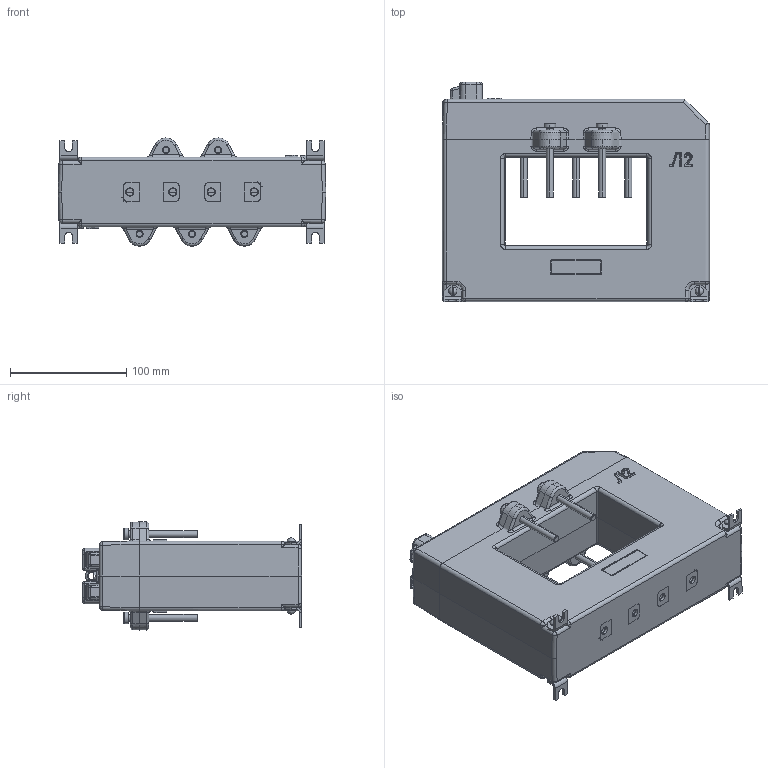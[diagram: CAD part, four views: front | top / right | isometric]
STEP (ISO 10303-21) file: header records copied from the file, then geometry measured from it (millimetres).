
FILE_DESCRIPTION (( 'STEP AP203' ), '1' );
FILE_NAME ('ÒØË-0,66-III-4 5000À.STEP', '2017-06-05T09:50:19', ( '' ), ( '' ), 'SwSTEP 2.0', 'SolidWorks 2010', '' );
FILE_SCHEMA (( 'CONFIG_CONTROL_DESIGN' ));
Products named in the file (1): ÒØË-0,66-III-4 5000À
Bounding box: 230 x 188.5 x 93 mm (x, y, z)
Surface area: 149237.6 mm2 (no closed solid volume)
Topology: 0 solids, 149 shells, 1040 faces, 5172 edges, 4220 vertices
Faces by surface type: plane 520, cylinder 214, bspline 171, cone 88, sphere 32, torus 15
Entity records: 70044 total; most frequent: CARTESIAN_POINT 33595, ORIENTED_EDGE 6977, DIRECTION 5990, EDGE_CURVE 5157, VERTEX_POINT 4220, VECTOR 2908, LINE 2908, AXIS2_PLACEMENT_3D 1541
